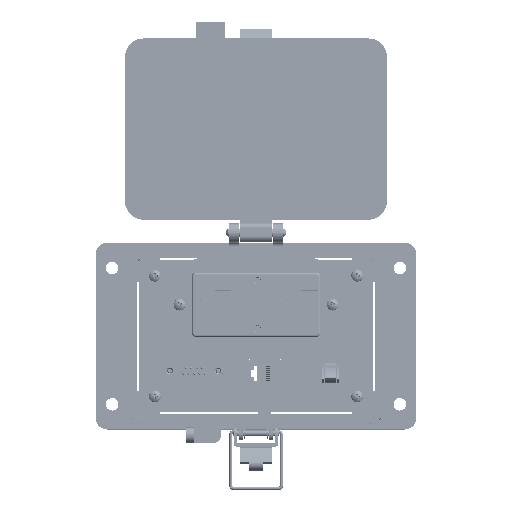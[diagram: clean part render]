
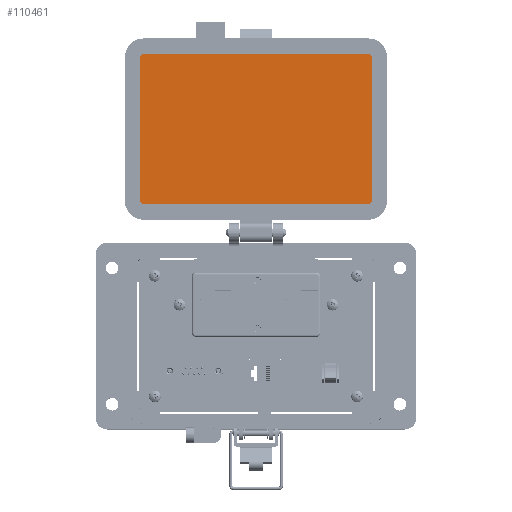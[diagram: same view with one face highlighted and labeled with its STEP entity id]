
A CAD part, top view. The second image highlights one B-rep face of the part: STEP entity #110461.
In plain terms, the highlighted planar face has unit normal (0, 0, 1).
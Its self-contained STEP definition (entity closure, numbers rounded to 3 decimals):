
#793 = DIRECTION ( 'NONE',  ( 0., 0., -1. ) ) ;
#4283 = DIRECTION ( 'NONE',  ( 0., -1., 0. ) ) ;
#8348 = EDGE_CURVE ( 'NONE', #12964, #84306, #212774, .T. ) ;
#12964 = VERTEX_POINT ( 'NONE', #217696 ) ;
#14409 = VECTOR ( 'NONE', #180493, 1000. ) ;
#15309 = LINE ( 'NONE', #195994, #14409 ) ;
#17421 = EDGE_LOOP ( 'NONE', ( #148890, #50869, #59167, #211766, #231448, #234648, #48565, #172965 ) ) ;
#19351 = AXIS2_PLACEMENT_3D ( 'NONE', #167126, #793, #4283 ) ;
#21836 = AXIS2_PLACEMENT_3D ( 'NONE', #121074, #33060, #194739 ) ;
#22216 = DIRECTION ( 'NONE',  ( 0., -1., 0. ) ) ;
#22625 = VERTEX_POINT ( 'NONE', #155940 ) ;
#32780 = EDGE_CURVE ( 'NONE', #74283, #132351, #15309, .T. ) ;
#33060 = DIRECTION ( 'NONE',  ( 0., 0., -1. ) ) ;
#33633 = EDGE_CURVE ( 'NONE', #22625, #61468, #169808, .T. ) ;
#36807 = CARTESIAN_POINT ( 'NONE',  ( 59.502, 143.334, 8.694 ) ) ;
#40470 = CARTESIAN_POINT ( 'NONE',  ( -59.505, 143.334, 8.694 ) ) ;
#40891 = DIRECTION ( 'NONE',  ( -1., 0., 0. ) ) ;
#41126 = CARTESIAN_POINT ( 'NONE',  ( 57.717, 145.119, 8.694 ) ) ;
#48565 = ORIENTED_EDGE ( 'NONE', *, *, #74330, .F. ) ;
#49723 = CIRCLE ( 'NONE', #19351, 1.785 ) ;
#50869 = ORIENTED_EDGE ( 'NONE', *, *, #8348, .F. ) ;
#55513 = LINE ( 'NONE', #106732, #83704 ) ;
#57880 = DIRECTION ( 'NONE',  ( 0., 0., -1. ) ) ;
#58754 = CARTESIAN_POINT ( 'NONE',  ( -57.72, 67.765, 8.694 ) ) ;
#59167 = ORIENTED_EDGE ( 'NONE', *, *, #107601, .F. ) ;
#61468 = VERTEX_POINT ( 'NONE', #224412 ) ;
#62720 = DIRECTION ( 'NONE',  ( 0., 0., 1. ) ) ;
#67459 = CARTESIAN_POINT ( 'NONE',  ( -30.745, 145.119, 8.694 ) ) ;
#74283 = VERTEX_POINT ( 'NONE', #182625 ) ;
#74330 = EDGE_CURVE ( 'NONE', #132351, #178862, #49723, .T. ) ;
#77320 = CIRCLE ( 'NONE', #92402, 1.785 ) ;
#81798 = FACE_OUTER_BOUND ( 'NONE', #17421, .T. ) ;
#83704 = VECTOR ( 'NONE', #176888, 1000. ) ;
#83937 = VECTOR ( 'NONE', #217178, 1000. ) ;
#84306 = VERTEX_POINT ( 'NONE', #40470 ) ;
#86586 = EDGE_CURVE ( 'NONE', #178862, #22625, #55513, .T. ) ;
#92402 = AXIS2_PLACEMENT_3D ( 'NONE', #205269, #57880, #22216 ) ;
#103109 = VERTEX_POINT ( 'NONE', #130368 ) ;
#106732 = CARTESIAN_POINT ( 'NONE',  ( 59.502, 69.55, 8.694 ) ) ;
#107601 = EDGE_CURVE ( 'NONE', #103109, #12964, #217968, .T. ) ;
#110461 = ADVANCED_FACE ( 'NONE', ( #81798 ), #175616, .T. ) ;
#118604 = DIRECTION ( 'NONE',  ( 0., -1., 0. ) ) ;
#121074 = CARTESIAN_POINT ( 'NONE',  ( 57.717, 69.55, 8.694 ) ) ;
#124850 = VECTOR ( 'NONE', #40891, 1000. ) ;
#130368 = CARTESIAN_POINT ( 'NONE',  ( -57.72, 67.765, 8.694 ) ) ;
#131037 = DIRECTION ( 'NONE',  ( 0., 0., -1. ) ) ;
#132351 = VERTEX_POINT ( 'NONE', #41126 ) ;
#138401 = AXIS2_PLACEMENT_3D ( 'NONE', #184533, #131037, #223775 ) ;
#144254 = EDGE_CURVE ( 'NONE', #84306, #74283, #77320, .T. ) ;
#148890 = ORIENTED_EDGE ( 'NONE', *, *, #144254, .F. ) ;
#150576 = EDGE_CURVE ( 'NONE', #61468, #103109, #188286, .T. ) ;
#155940 = CARTESIAN_POINT ( 'NONE',  ( 59.502, 69.55, 8.694 ) ) ;
#157247 = AXIS2_PLACEMENT_3D ( 'NONE', #67459, #62720, #118604 ) ;
#167126 = CARTESIAN_POINT ( 'NONE',  ( 57.717, 143.334, 8.694 ) ) ;
#169808 = CIRCLE ( 'NONE', #21836, 1.785 ) ;
#172965 = ORIENTED_EDGE ( 'NONE', *, *, #32780, .F. ) ;
#175616 = PLANE ( 'NONE',  #157247 ) ;
#176888 = DIRECTION ( 'NONE',  ( 0., -1., 0. ) ) ;
#178862 = VERTEX_POINT ( 'NONE', #36807 ) ;
#180493 = DIRECTION ( 'NONE',  ( 1., 0., 0. ) ) ;
#182625 = CARTESIAN_POINT ( 'NONE',  ( -57.72, 145.119, 8.694 ) ) ;
#184533 = CARTESIAN_POINT ( 'NONE',  ( -57.72, 69.55, 8.694 ) ) ;
#188286 = LINE ( 'NONE', #58754, #124850 ) ;
#192566 = CARTESIAN_POINT ( 'NONE',  ( -59.505, 143.334, 8.694 ) ) ;
#194739 = DIRECTION ( 'NONE',  ( 0., -1., 0. ) ) ;
#195994 = CARTESIAN_POINT ( 'NONE',  ( 57.717, 145.119, 8.694 ) ) ;
#205269 = CARTESIAN_POINT ( 'NONE',  ( -57.72, 143.334, 8.694 ) ) ;
#211766 = ORIENTED_EDGE ( 'NONE', *, *, #150576, .F. ) ;
#212774 = LINE ( 'NONE', #192566, #83937 ) ;
#217178 = DIRECTION ( 'NONE',  ( 0., 1., 0. ) ) ;
#217696 = CARTESIAN_POINT ( 'NONE',  ( -59.505, 69.55, 8.694 ) ) ;
#217968 = CIRCLE ( 'NONE', #138401, 1.785 ) ;
#223775 = DIRECTION ( 'NONE',  ( 0., -1., 0. ) ) ;
#224412 = CARTESIAN_POINT ( 'NONE',  ( 57.717, 67.765, 8.694 ) ) ;
#231448 = ORIENTED_EDGE ( 'NONE', *, *, #33633, .F. ) ;
#234648 = ORIENTED_EDGE ( 'NONE', *, *, #86586, .F. ) ;
